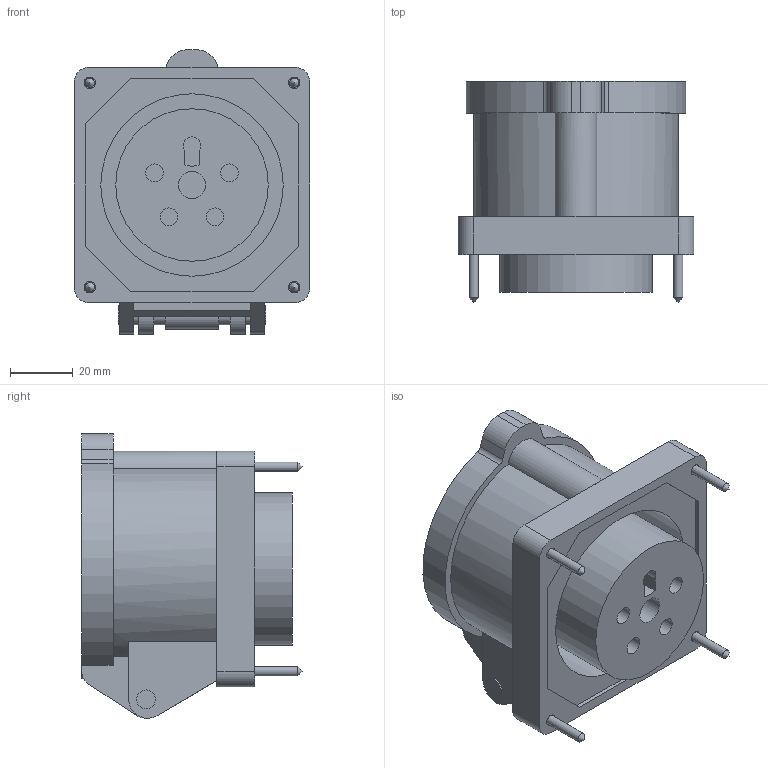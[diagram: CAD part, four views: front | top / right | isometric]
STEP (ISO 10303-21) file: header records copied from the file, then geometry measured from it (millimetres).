
FILE_DESCRIPTION(/* description */ ('Nur zur Darstellung!! Entspricht nicht dem Originalteil!'),/* implementation_level */ '2;1');
FILE_NAME(/* name */ '320724-0.step',/* time_stamp */ '2021-09-06T13:03:39+02:00',/* author */ ('Cadenas PARTsolutions'),/* organization */ (''),/* preprocessor_version */ 'ST-DEVELOPER v18.1',/* originating_system */ 'Autodesk Inventor 2021',/* authorisation */ '');
FILE_SCHEMA (('AUTOMOTIVE_DESIGN { 1 0 10303 214 3 1 1 }'));
Length unit declared in the file: millimetre
Products named in the file (1): leer
Bounding box: 75 x 70.2 x 90.45 mm (x, y, z)
Volume: 221302.7 mm3; surface area: 47075.8 mm2
Topology: 1 solids, 1 shells, 140 faces, 334 edges, 217 vertices
Faces by surface type: plane 76, cylinder 52, cone 12
Full cylindrical faces by diameter (mm): 3 x4, 3.6 x4, 5.65 x4, 6 x6, 7 x4, 7.2 x4, 8.75 x2, 48.5 x1, 58 x1
Entity records: 4129 total; most frequent: DIRECTION 741, CARTESIAN_POINT 694, ORIENTED_EDGE 660, EDGE_CURVE 330, AXIS2_PLACEMENT_3D 272, VERTEX_POINT 217, LINE 197, VECTOR 197
